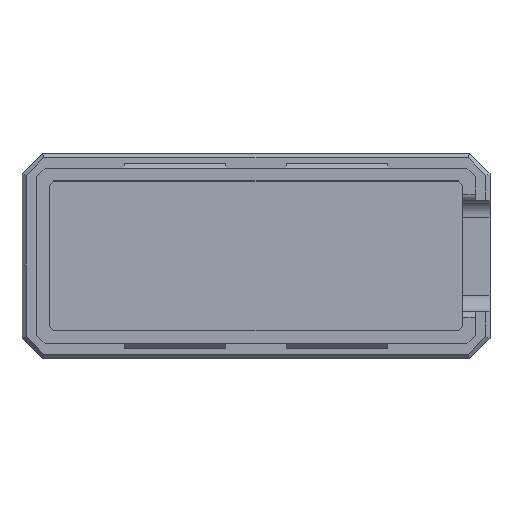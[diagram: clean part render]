
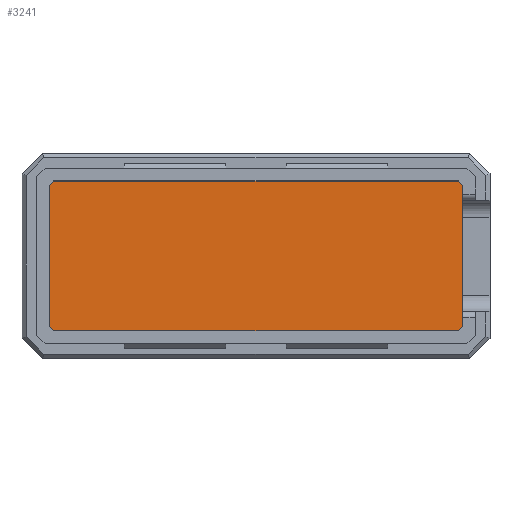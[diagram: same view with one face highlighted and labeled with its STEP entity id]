
A CAD part, top view. The second image highlights one B-rep face of the part: STEP entity #3241.
In plain terms, the highlighted planar face has unit normal (0, 0, 1).
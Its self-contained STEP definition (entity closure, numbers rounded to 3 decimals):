
#100 = PLANE('',#101);
#101 = AXIS2_PLACEMENT_3D('',#102,#103,#104);
#102 = CARTESIAN_POINT('',(20.4,-10.1,0.));
#103 = DIRECTION('',(-1.,0.,0.));
#104 = DIRECTION('',(0.,1.,0.));
#1105 = VERTEX_POINT('',#1106);
#1106 = CARTESIAN_POINT('',(20.4,6.982,2.7));
#1120 = PLANE('',#1121);
#1121 = AXIS2_PLACEMENT_3D('',#1122,#1123,#1124);
#1122 = CARTESIAN_POINT('',(20.191,7.191,0.));
#1123 = DIRECTION('',(0.707,0.707,0.));
#1124 = DIRECTION('',(-0.,-0.,-1.));
#1132 = EDGE_CURVE('',#1105,#1133,#1135,.T.);
#1133 = VERTEX_POINT('',#1134);
#1134 = CARTESIAN_POINT('',(20.4,-6.982,2.7));
#1135 = SURFACE_CURVE('',#1136,(#1140,#1147),.PCURVE_S1.);
#1136 = LINE('',#1137,#1138);
#1137 = CARTESIAN_POINT('',(20.4,-5.05,2.7));
#1138 = VECTOR('',#1139,1.);
#1139 = DIRECTION('',(0.,-1.,0.));
#1140 = PCURVE('',#100,#1141);
#1141 = DEFINITIONAL_REPRESENTATION('',(#1142),#1146);
#1142 = LINE('',#1143,#1144);
#1143 = CARTESIAN_POINT('',(5.05,-2.7));
#1144 = VECTOR('',#1145,1.);
#1145 = DIRECTION('',(-1.,0.));
#1146 = ( GEOMETRIC_REPRESENTATION_CONTEXT(2) 
PARAMETRIC_REPRESENTATION_CONTEXT() REPRESENTATION_CONTEXT('2D SPACE',''
  ) );
#1147 = PCURVE('',#1148,#1153);
#1148 = PLANE('',#1149);
#1149 = AXIS2_PLACEMENT_3D('',#1150,#1151,#1152);
#1150 = CARTESIAN_POINT('',(0.,0.,2.7));
#1151 = DIRECTION('',(0.,0.,1.));
#1152 = DIRECTION('',(1.,0.,0.));
#1153 = DEFINITIONAL_REPRESENTATION('',(#1154),#1158);
#1154 = LINE('',#1155,#1156);
#1155 = CARTESIAN_POINT('',(20.4,-5.05));
#1156 = VECTOR('',#1157,1.);
#1157 = DIRECTION('',(0.,-1.));
#1158 = ( GEOMETRIC_REPRESENTATION_CONTEXT(2) 
PARAMETRIC_REPRESENTATION_CONTEXT() REPRESENTATION_CONTEXT('2D SPACE',''
  ) );
#1176 = PLANE('',#1177);
#1177 = AXIS2_PLACEMENT_3D('',#1178,#1179,#1180);
#1178 = CARTESIAN_POINT('',(20.191,-7.191,0.));
#1179 = DIRECTION('',(0.707,-0.707,0.));
#1180 = DIRECTION('',(-0.,-0.,-1.));
#3047 = PLANE('',#3048);
#3048 = AXIS2_PLACEMENT_3D('',#3049,#3050,#3051);
#3049 = CARTESIAN_POINT('',(-23.1,-7.4,0.));
#3050 = DIRECTION('',(0.,1.,0.));
#3051 = DIRECTION('',(1.,0.,0.));
#3075 = PLANE('',#3076);
#3076 = AXIS2_PLACEMENT_3D('',#3077,#3078,#3079);
#3077 = CARTESIAN_POINT('',(-20.191,-7.191,0.));
#3078 = DIRECTION('',(-0.707,-0.707,0.));
#3079 = DIRECTION('',(-0.,-0.,-1.));
#3103 = PLANE('',#3104);
#3104 = AXIS2_PLACEMENT_3D('',#3105,#3106,#3107);
#3105 = CARTESIAN_POINT('',(-20.4,10.1,0.));
#3106 = DIRECTION('',(1.,0.,0.));
#3107 = DIRECTION('',(0.,-1.,0.));
#3131 = PLANE('',#3132);
#3132 = AXIS2_PLACEMENT_3D('',#3133,#3134,#3135);
#3133 = CARTESIAN_POINT('',(-20.191,7.191,0.));
#3134 = DIRECTION('',(-0.707,0.707,0.));
#3135 = DIRECTION('',(0.,0.,1.));
#3159 = PLANE('',#3160);
#3160 = AXIS2_PLACEMENT_3D('',#3161,#3162,#3163);
#3161 = CARTESIAN_POINT('',(23.1,7.4,0.));
#3162 = DIRECTION('',(0.,-1.,0.));
#3163 = DIRECTION('',(-1.,0.,0.));
#3198 = VERTEX_POINT('',#3199);
#3199 = CARTESIAN_POINT('',(19.982,7.4,2.7));
#3220 = EDGE_CURVE('',#3198,#1105,#3221,.T.);
#3221 = SURFACE_CURVE('',#3222,(#3226,#3233),.PCURVE_S1.);
#3222 = LINE('',#3223,#3224);
#3223 = CARTESIAN_POINT('',(16.941,10.441,2.7));
#3224 = VECTOR('',#3225,1.);
#3225 = DIRECTION('',(0.707,-0.707,0.));
#3226 = PCURVE('',#1120,#3227);
#3227 = DEFINITIONAL_REPRESENTATION('',(#3228),#3232);
#3228 = LINE('',#3229,#3230);
#3229 = CARTESIAN_POINT('',(-2.7,4.596));
#3230 = VECTOR('',#3231,1.);
#3231 = DIRECTION('',(-0.,-1.));
#3232 = ( GEOMETRIC_REPRESENTATION_CONTEXT(2) 
PARAMETRIC_REPRESENTATION_CONTEXT() REPRESENTATION_CONTEXT('2D SPACE',''
  ) );
#3233 = PCURVE('',#1148,#3234);
#3234 = DEFINITIONAL_REPRESENTATION('',(#3235),#3239);
#3235 = LINE('',#3236,#3237);
#3236 = CARTESIAN_POINT('',(16.941,10.441));
#3237 = VECTOR('',#3238,1.);
#3238 = DIRECTION('',(0.707,-0.707));
#3239 = ( GEOMETRIC_REPRESENTATION_CONTEXT(2) 
PARAMETRIC_REPRESENTATION_CONTEXT() REPRESENTATION_CONTEXT('2D SPACE',''
  ) );
#3241 = ADVANCED_FACE('',(#3242),#1148,.T.);
#3242 = FACE_BOUND('',#3243,.T.);
#3243 = EDGE_LOOP('',(#3244,#3269,#3292,#3315,#3336,#3337,#3338,#3361));
#3244 = ORIENTED_EDGE('',*,*,#3245,.T.);
#3245 = EDGE_CURVE('',#3246,#3248,#3250,.T.);
#3246 = VERTEX_POINT('',#3247);
#3247 = CARTESIAN_POINT('',(-20.4,6.982,2.7));
#3248 = VERTEX_POINT('',#3249);
#3249 = CARTESIAN_POINT('',(-20.4,-6.982,2.7));
#3250 = SURFACE_CURVE('',#3251,(#3255,#3262),.PCURVE_S1.);
#3251 = LINE('',#3252,#3253);
#3252 = CARTESIAN_POINT('',(-20.4,5.05,2.7));
#3253 = VECTOR('',#3254,1.);
#3254 = DIRECTION('',(0.,-1.,0.));
#3255 = PCURVE('',#1148,#3256);
#3256 = DEFINITIONAL_REPRESENTATION('',(#3257),#3261);
#3257 = LINE('',#3258,#3259);
#3258 = CARTESIAN_POINT('',(-20.4,5.05));
#3259 = VECTOR('',#3260,1.);
#3260 = DIRECTION('',(0.,-1.));
#3261 = ( GEOMETRIC_REPRESENTATION_CONTEXT(2) 
PARAMETRIC_REPRESENTATION_CONTEXT() REPRESENTATION_CONTEXT('2D SPACE',''
  ) );
#3262 = PCURVE('',#3103,#3263);
#3263 = DEFINITIONAL_REPRESENTATION('',(#3264),#3268);
#3264 = LINE('',#3265,#3266);
#3265 = CARTESIAN_POINT('',(5.05,-2.7));
#3266 = VECTOR('',#3267,1.);
#3267 = DIRECTION('',(1.,0.));
#3268 = ( GEOMETRIC_REPRESENTATION_CONTEXT(2) 
PARAMETRIC_REPRESENTATION_CONTEXT() REPRESENTATION_CONTEXT('2D SPACE',''
  ) );
#3269 = ORIENTED_EDGE('',*,*,#3270,.F.);
#3270 = EDGE_CURVE('',#3271,#3248,#3273,.T.);
#3271 = VERTEX_POINT('',#3272);
#3272 = CARTESIAN_POINT('',(-19.982,-7.4,2.7));
#3273 = SURFACE_CURVE('',#3274,(#3278,#3285),.PCURVE_S1.);
#3274 = LINE('',#3275,#3276);
#3275 = CARTESIAN_POINT('',(-16.941,-10.441,2.7));
#3276 = VECTOR('',#3277,1.);
#3277 = DIRECTION('',(-0.707,0.707,0.));
#3278 = PCURVE('',#1148,#3279);
#3279 = DEFINITIONAL_REPRESENTATION('',(#3280),#3284);
#3280 = LINE('',#3281,#3282);
#3281 = CARTESIAN_POINT('',(-16.941,-10.441));
#3282 = VECTOR('',#3283,1.);
#3283 = DIRECTION('',(-0.707,0.707));
#3284 = ( GEOMETRIC_REPRESENTATION_CONTEXT(2) 
PARAMETRIC_REPRESENTATION_CONTEXT() REPRESENTATION_CONTEXT('2D SPACE',''
  ) );
#3285 = PCURVE('',#3075,#3286);
#3286 = DEFINITIONAL_REPRESENTATION('',(#3287),#3291);
#3287 = LINE('',#3288,#3289);
#3288 = CARTESIAN_POINT('',(-2.7,4.596));
#3289 = VECTOR('',#3290,1.);
#3290 = DIRECTION('',(-0.,-1.));
#3291 = ( GEOMETRIC_REPRESENTATION_CONTEXT(2) 
PARAMETRIC_REPRESENTATION_CONTEXT() REPRESENTATION_CONTEXT('2D SPACE',''
  ) );
#3292 = ORIENTED_EDGE('',*,*,#3293,.F.);
#3293 = EDGE_CURVE('',#3294,#3271,#3296,.T.);
#3294 = VERTEX_POINT('',#3295);
#3295 = CARTESIAN_POINT('',(19.982,-7.4,2.7));
#3296 = SURFACE_CURVE('',#3297,(#3301,#3308),.PCURVE_S1.);
#3297 = LINE('',#3298,#3299);
#3298 = CARTESIAN_POINT('',(-11.55,-7.4,2.7));
#3299 = VECTOR('',#3300,1.);
#3300 = DIRECTION('',(-1.,0.,0.));
#3301 = PCURVE('',#1148,#3302);
#3302 = DEFINITIONAL_REPRESENTATION('',(#3303),#3307);
#3303 = LINE('',#3304,#3305);
#3304 = CARTESIAN_POINT('',(-11.55,-7.4));
#3305 = VECTOR('',#3306,1.);
#3306 = DIRECTION('',(-1.,0.));
#3307 = ( GEOMETRIC_REPRESENTATION_CONTEXT(2) 
PARAMETRIC_REPRESENTATION_CONTEXT() REPRESENTATION_CONTEXT('2D SPACE',''
  ) );
#3308 = PCURVE('',#3047,#3309);
#3309 = DEFINITIONAL_REPRESENTATION('',(#3310),#3314);
#3310 = LINE('',#3311,#3312);
#3311 = CARTESIAN_POINT('',(11.55,-2.7));
#3312 = VECTOR('',#3313,1.);
#3313 = DIRECTION('',(-1.,0.));
#3314 = ( GEOMETRIC_REPRESENTATION_CONTEXT(2) 
PARAMETRIC_REPRESENTATION_CONTEXT() REPRESENTATION_CONTEXT('2D SPACE',''
  ) );
#3315 = ORIENTED_EDGE('',*,*,#3316,.F.);
#3316 = EDGE_CURVE('',#1133,#3294,#3317,.T.);
#3317 = SURFACE_CURVE('',#3318,(#3322,#3329),.PCURVE_S1.);
#3318 = LINE('',#3319,#3320);
#3319 = CARTESIAN_POINT('',(16.941,-10.441,2.7));
#3320 = VECTOR('',#3321,1.);
#3321 = DIRECTION('',(-0.707,-0.707,0.));
#3322 = PCURVE('',#1148,#3323);
#3323 = DEFINITIONAL_REPRESENTATION('',(#3324),#3328);
#3324 = LINE('',#3325,#3326);
#3325 = CARTESIAN_POINT('',(16.941,-10.441));
#3326 = VECTOR('',#3327,1.);
#3327 = DIRECTION('',(-0.707,-0.707));
#3328 = ( GEOMETRIC_REPRESENTATION_CONTEXT(2) 
PARAMETRIC_REPRESENTATION_CONTEXT() REPRESENTATION_CONTEXT('2D SPACE',''
  ) );
#3329 = PCURVE('',#1176,#3330);
#3330 = DEFINITIONAL_REPRESENTATION('',(#3331),#3335);
#3331 = LINE('',#3332,#3333);
#3332 = CARTESIAN_POINT('',(-2.7,-4.596));
#3333 = VECTOR('',#3334,1.);
#3334 = DIRECTION('',(-0.,-1.));
#3335 = ( GEOMETRIC_REPRESENTATION_CONTEXT(2) 
PARAMETRIC_REPRESENTATION_CONTEXT() REPRESENTATION_CONTEXT('2D SPACE',''
  ) );
#3336 = ORIENTED_EDGE('',*,*,#1132,.F.);
#3337 = ORIENTED_EDGE('',*,*,#3220,.F.);
#3338 = ORIENTED_EDGE('',*,*,#3339,.F.);
#3339 = EDGE_CURVE('',#3340,#3198,#3342,.T.);
#3340 = VERTEX_POINT('',#3341);
#3341 = CARTESIAN_POINT('',(-19.982,7.4,2.7));
#3342 = SURFACE_CURVE('',#3343,(#3347,#3354),.PCURVE_S1.);
#3343 = LINE('',#3344,#3345);
#3344 = CARTESIAN_POINT('',(11.55,7.4,2.7));
#3345 = VECTOR('',#3346,1.);
#3346 = DIRECTION('',(1.,0.,0.));
#3347 = PCURVE('',#1148,#3348);
#3348 = DEFINITIONAL_REPRESENTATION('',(#3349),#3353);
#3349 = LINE('',#3350,#3351);
#3350 = CARTESIAN_POINT('',(11.55,7.4));
#3351 = VECTOR('',#3352,1.);
#3352 = DIRECTION('',(1.,0.));
#3353 = ( GEOMETRIC_REPRESENTATION_CONTEXT(2) 
PARAMETRIC_REPRESENTATION_CONTEXT() REPRESENTATION_CONTEXT('2D SPACE',''
  ) );
#3354 = PCURVE('',#3159,#3355);
#3355 = DEFINITIONAL_REPRESENTATION('',(#3356),#3360);
#3356 = LINE('',#3357,#3358);
#3357 = CARTESIAN_POINT('',(11.55,-2.7));
#3358 = VECTOR('',#3359,1.);
#3359 = DIRECTION('',(-1.,-0.));
#3360 = ( GEOMETRIC_REPRESENTATION_CONTEXT(2) 
PARAMETRIC_REPRESENTATION_CONTEXT() REPRESENTATION_CONTEXT('2D SPACE',''
  ) );
#3361 = ORIENTED_EDGE('',*,*,#3362,.T.);
#3362 = EDGE_CURVE('',#3340,#3246,#3363,.T.);
#3363 = SURFACE_CURVE('',#3364,(#3368,#3375),.PCURVE_S1.);
#3364 = LINE('',#3365,#3366);
#3365 = CARTESIAN_POINT('',(-16.941,10.441,2.7));
#3366 = VECTOR('',#3367,1.);
#3367 = DIRECTION('',(-0.707,-0.707,0.));
#3368 = PCURVE('',#1148,#3369);
#3369 = DEFINITIONAL_REPRESENTATION('',(#3370),#3374);
#3370 = LINE('',#3371,#3372);
#3371 = CARTESIAN_POINT('',(-16.941,10.441));
#3372 = VECTOR('',#3373,1.);
#3373 = DIRECTION('',(-0.707,-0.707));
#3374 = ( GEOMETRIC_REPRESENTATION_CONTEXT(2) 
PARAMETRIC_REPRESENTATION_CONTEXT() REPRESENTATION_CONTEXT('2D SPACE',''
  ) );
#3375 = PCURVE('',#3131,#3376);
#3376 = DEFINITIONAL_REPRESENTATION('',(#3377),#3381);
#3377 = LINE('',#3378,#3379);
#3378 = CARTESIAN_POINT('',(2.7,4.596));
#3379 = VECTOR('',#3380,1.);
#3380 = DIRECTION('',(0.,-1.));
#3381 = ( GEOMETRIC_REPRESENTATION_CONTEXT(2) 
PARAMETRIC_REPRESENTATION_CONTEXT() REPRESENTATION_CONTEXT('2D SPACE',''
  ) );
